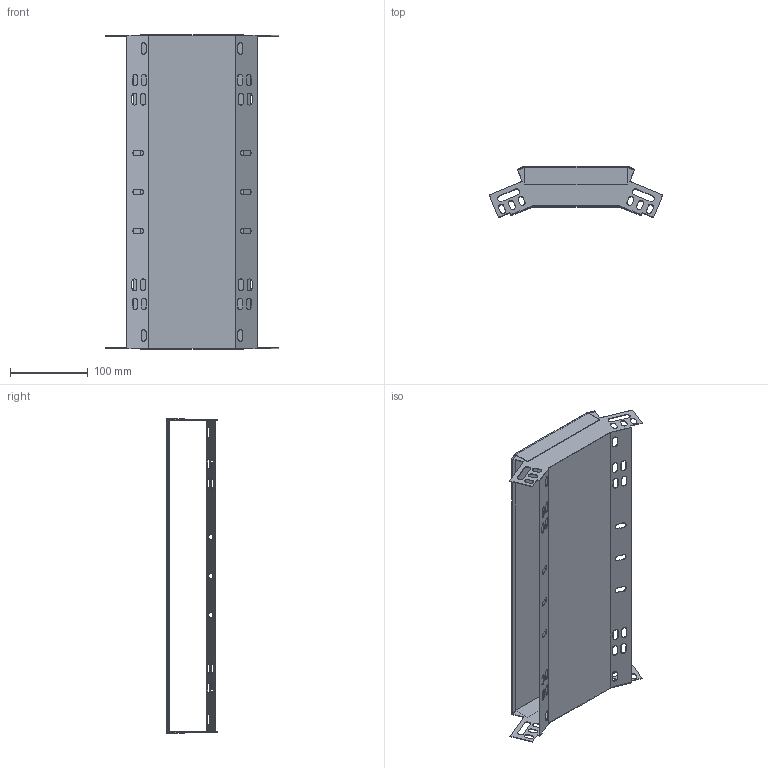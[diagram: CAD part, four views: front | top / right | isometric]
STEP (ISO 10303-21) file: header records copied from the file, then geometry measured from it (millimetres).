
FILE_DESCRIPTION (( 'STEP AP203' ), '1' );
FILE_NAME ('CLP3N-050-400-M-HDZ Ïîâîðîò íà 45 ãð. âåðòèêàëüíûé âíåøíèé 50õ400 IEK HDZ.STEP', '2016-03-02T10:54:33', ( '' ), ( '' ), 'SwSTEP 2.0', 'SolidWorks 2014', '' );
FILE_SCHEMA (( 'CONFIG_CONTROL_DESIGN' ));
Length unit declared in the file: millimetre
Products named in the file (1): CLP3N-050-400-M-HDZ Ïîâîðîò íà 45 ãð. âåðòèêàëüíûé âíåøíèé 50õ400 IEK HDZ
Bounding box: 222.72 x 65.78 x 403.2 mm (x, y, z)
Volume: 120590.1 mm3; surface area: 304990.7 mm2
Topology: 2 solids, 2 shells, 224 faces, 652 edges, 432 vertices
Faces by surface type: plane 140, cylinder 84
Entity records: 7643 total; most frequent: CARTESIAN_POINT 1309, ORIENTED_EDGE 1304, DIRECTION 1270, EDGE_CURVE 652, VECTOR 484, LINE 484, VERTEX_POINT 432, AXIS2_PLACEMENT_3D 393
